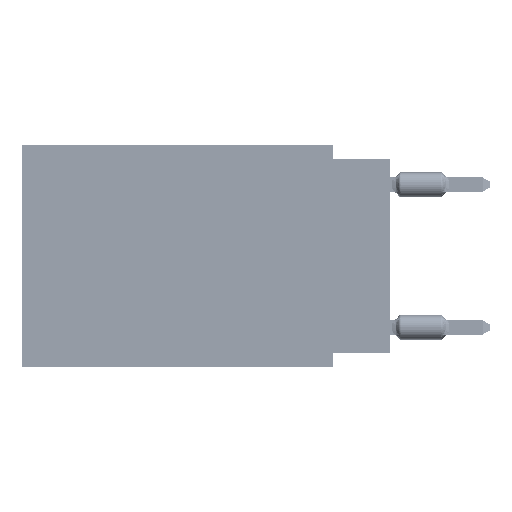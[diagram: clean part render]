
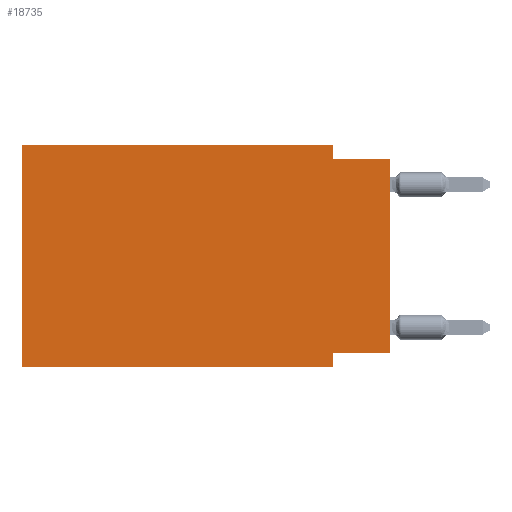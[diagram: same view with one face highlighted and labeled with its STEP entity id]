
A CAD part, left-side view. The second image highlights one B-rep face of the part: STEP entity #18735.
In plain terms, the highlighted planar face has unit normal (-1, 0, 0).
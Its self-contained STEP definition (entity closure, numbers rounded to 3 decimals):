
#702 = AXIS2_PLACEMENT_3D ( 'NONE', #16345, #53414, #48772 ) ;
#826 = EDGE_CURVE ( 'NONE', #9795, #14817, #29518, .T. ) ;
#5425 = CARTESIAN_POINT ( 'NONE',  ( 0., 16.383, -9.906 ) ) ;
#6012 = VERTEX_POINT ( 'NONE', #42368 ) ;
#6212 = ORIENTED_EDGE ( 'NONE', *, *, #54772, .F. ) ;
#6604 = EDGE_CURVE ( 'NONE', #54966, #44799, #38341, .T. ) ;
#8081 = ORIENTED_EDGE ( 'NONE', *, *, #33720, .F. ) ;
#9795 = VERTEX_POINT ( 'NONE', #22507 ) ;
#10060 = LINE ( 'NONE', #5425, #41729 ) ;
#11223 = LINE ( 'NONE', #12274, #34545 ) ;
#12274 = CARTESIAN_POINT ( 'NONE',  ( 0., 16.383, 0. ) ) ;
#14479 = CARTESIAN_POINT ( 'NONE',  ( 0., 0., -0.635 ) ) ;
#14817 = VERTEX_POINT ( 'NONE', #52608 ) ;
#15240 = VERTEX_POINT ( 'NONE', #67500 ) ;
#16345 = CARTESIAN_POINT ( 'NONE',  ( 0., 16.383, 0. ) ) ;
#16621 = VERTEX_POINT ( 'NONE', #21515 ) ;
#16850 = ORIENTED_EDGE ( 'NONE', *, *, #57822, .F. ) ;
#18735 = ADVANCED_FACE ( 'NONE', ( #47730 ), #27033, .F. ) ;
#21515 = CARTESIAN_POINT ( 'NONE',  ( 0., 2.54, 0. ) ) ;
#22507 = CARTESIAN_POINT ( 'NONE',  ( 0., 2.54, -9.271 ) ) ;
#27033 = PLANE ( 'NONE',  #702 ) ;
#27877 = VECTOR ( 'NONE', #54470, 1000. ) ;
#28655 = ORIENTED_EDGE ( 'NONE', *, *, #37427, .F. ) ;
#28839 = VERTEX_POINT ( 'NONE', #66274 ) ;
#29518 = LINE ( 'NONE', #34517, #40788 ) ;
#31214 = ORIENTED_EDGE ( 'NONE', *, *, #36878, .F. ) ;
#33452 = CARTESIAN_POINT ( 'NONE',  ( 0., 0., -9.271 ) ) ;
#33720 = EDGE_CURVE ( 'NONE', #15240, #16621, #45591, .T. ) ;
#34517 = CARTESIAN_POINT ( 'NONE',  ( 0., 2.54, -9.906 ) ) ;
#34545 = VECTOR ( 'NONE', #55714, 1000. ) ;
#35254 = DIRECTION ( 'NONE',  ( 0., -1., 0. ) ) ;
#35367 = ORIENTED_EDGE ( 'NONE', *, *, #6604, .T. ) ;
#36734 = DIRECTION ( 'NONE',  ( 0., 0., -1. ) ) ;
#36878 = EDGE_CURVE ( 'NONE', #16621, #28839, #41368, .T. ) ;
#37427 = EDGE_CURVE ( 'NONE', #6012, #15240, #11223, .T. ) ;
#38110 = LINE ( 'NONE', #42403, #27877 ) ;
#38341 = LINE ( 'NONE', #49028, #69649 ) ;
#39523 = DIRECTION ( 'NONE',  ( 0., 0., -1. ) ) ;
#40788 = VECTOR ( 'NONE', #39523, 1000. ) ;
#41368 = LINE ( 'NONE', #63790, #42467 ) ;
#41729 = VECTOR ( 'NONE', #53858, 1000. ) ;
#42368 = CARTESIAN_POINT ( 'NONE',  ( 0., 16.383, -9.906 ) ) ;
#42403 = CARTESIAN_POINT ( 'NONE',  ( 0., 0., -9.271 ) ) ;
#42467 = VECTOR ( 'NONE', #36734, 1000. ) ;
#43202 = EDGE_CURVE ( 'NONE', #6012, #14817, #10060, .T. ) ;
#43832 = CARTESIAN_POINT ( 'NONE',  ( 0., 0., -0.635 ) ) ;
#44744 = DIRECTION ( 'NONE',  ( 0., 0., 1. ) ) ;
#44799 = VERTEX_POINT ( 'NONE', #43832 ) ;
#45591 = LINE ( 'NONE', #50925, #58077 ) ;
#47730 = FACE_OUTER_BOUND ( 'NONE', #63843, .T. ) ;
#48664 = ORIENTED_EDGE ( 'NONE', *, *, #826, .F. ) ;
#48772 = DIRECTION ( 'NONE',  ( 0., 0., -1. ) ) ;
#49028 = CARTESIAN_POINT ( 'NONE',  ( 0., 0., 0. ) ) ;
#50925 = CARTESIAN_POINT ( 'NONE',  ( 0., 16.383, 0. ) ) ;
#52608 = CARTESIAN_POINT ( 'NONE',  ( 0., 2.54, -9.906 ) ) ;
#53414 = DIRECTION ( 'NONE',  ( 1., 0., 0. ) ) ;
#53858 = DIRECTION ( 'NONE',  ( 0., -1., 0. ) ) ;
#54470 = DIRECTION ( 'NONE',  ( 0., 1., 0. ) ) ;
#54772 = EDGE_CURVE ( 'NONE', #54966, #9795, #38110, .T. ) ;
#54966 = VERTEX_POINT ( 'NONE', #33452 ) ;
#55714 = DIRECTION ( 'NONE',  ( 0., 0., 1. ) ) ;
#57822 = EDGE_CURVE ( 'NONE', #28839, #44799, #64326, .T. ) ;
#57931 = DIRECTION ( 'NONE',  ( 0., -1., 0. ) ) ;
#58077 = VECTOR ( 'NONE', #35254, 1000. ) ;
#62652 = VECTOR ( 'NONE', #57931, 1000. ) ;
#63790 = CARTESIAN_POINT ( 'NONE',  ( 0., 2.54, 0. ) ) ;
#63843 = EDGE_LOOP ( 'NONE', ( #35367, #16850, #31214, #8081, #28655, #68888, #48664, #6212 ) ) ;
#64326 = LINE ( 'NONE', #14479, #62652 ) ;
#66274 = CARTESIAN_POINT ( 'NONE',  ( 0., 2.54, -0.635 ) ) ;
#67500 = CARTESIAN_POINT ( 'NONE',  ( 0., 16.383, 0. ) ) ;
#68888 = ORIENTED_EDGE ( 'NONE', *, *, #43202, .T. ) ;
#69649 = VECTOR ( 'NONE', #44744, 1000. ) ;
